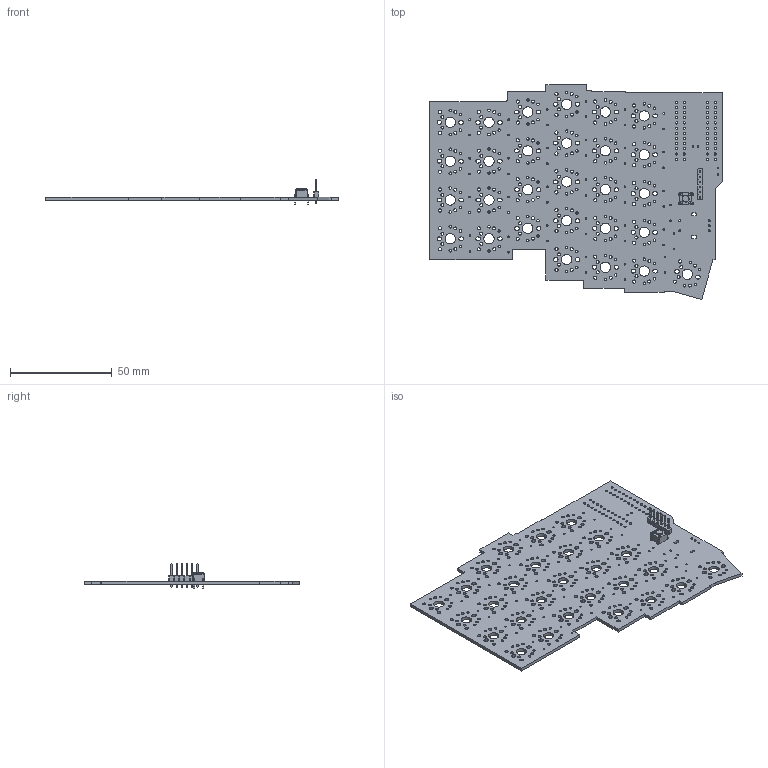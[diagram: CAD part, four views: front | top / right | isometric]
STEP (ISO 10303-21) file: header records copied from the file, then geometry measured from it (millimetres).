
FILE_DESCRIPTION(('KiCad electronic assembly'),'2;1');
FILE_NAME('low-profile.step','2025-02-21T21:30:49',('Pcbnew'),('Kicad'), 'Open CASCADE STEP processor 7.8','KiCad to STEP converter','Unknown' );
FILE_SCHEMA(('AUTOMOTIVE_DESIGN { 1 0 10303 214 1 1 1 1 }'));
Length unit declared in the file: millimetre
Products named in the file (6): low-profile 1; PinHeader_1x06_P2.54mm_Vertical; PinHeader_1x06_P254mm_Vertical; SW_PUSH_6mm; low-profile_PCB
Assembly tree (5 placements, depth 3):
  low-profile 1
    PinHeader_1x06_P2.54mm_Vertical
      PinHeader_1x06_P254mm_Vertical
    SW_PUSH_6mm
      SW_PUSH_6mm
    low-profile_PCB
Bounding box: 143.5 x 105.5 x 12.04 mm (x, y, z)
Volume: 18417.6 mm3; surface area: 27888.8 mm2
Topology: 3 solids, 3 shells, 954 faces, 2728 edges, 1797 vertices
Faces by surface type: cylinder 705, plane 248, torus 1
Full cylindrical faces by diameter (mm): 0.762 x2, 0.8 x58, 1 x15, 1.092 x48, 1.1 x4, 1.2 x112, 1.5 x112, 1.6 x56, 3.5 x1, 5.05 x28
Entity records: 35625 total; most frequent: DIRECTION 6056, CARTESIAN_POINT 5485, ORIENTED_EDGE 5456, EDGE_CURVE 2728, AXIS2_PLACEMENT_3D 2368, FACE_BOUND 1953, EDGE_LOOP 1953, VERTEX_POINT 1797
